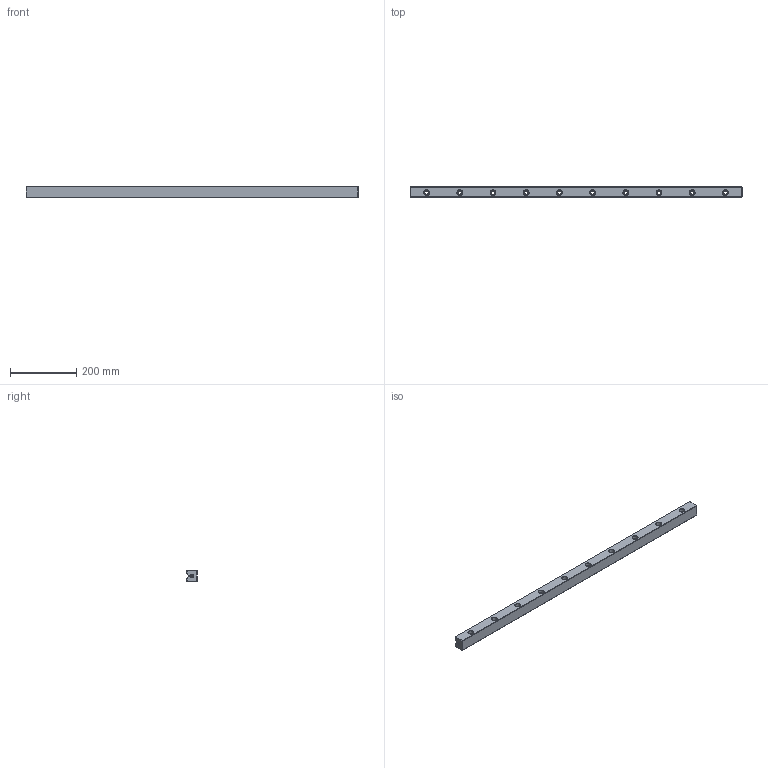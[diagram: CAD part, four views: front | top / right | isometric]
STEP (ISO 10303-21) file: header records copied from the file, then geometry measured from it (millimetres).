
FILE_DESCRIPTION(/* description */ (''),/* implementation_level */ '2;1');
FILE_NAME(/* name */ 'Rail RSD-151000.stp',/* time_stamp */ '2018-11-12T18:36:09+01:00',/* author */ (''),/* organization */ (''),/* preprocessor_version */ 'ST-DEVELOPER v16.7',/* originating_system */ 'SIEMENS PLM Software NX 12.0',/* authorisation */ '');
FILE_SCHEMA (('AUTOMOTIVE_DESIGN { 1 0 10303 214 3 1 1 1 }'));
Length unit declared in the file: millimetre
Products named in the file (1): 031353_A_2-Rail RSD-15700
Bounding box: 1000 x 31.9 x 36 mm (x, y, z)
Volume: 1044600.6 mm3; surface area: 154749.7 mm2
Topology: 1 solids, 1 shells, 92 faces, 222 edges, 132 vertices
Faces by surface type: plane 34, cone 34, cylinder 24
Full cylindrical faces by diameter (mm): 6.8 x2, 10.3 x10, 16.5 x10
Entity records: 2298 total; most frequent: DIRECTION 408, CARTESIAN_POINT 365, ORIENTED_EDGE 304, EDGE_LOOP 168, AXIS2_PLACEMENT_3D 163, EDGE_CURVE 152, FACE_BOUND 138, VERTEX_POINT 120
